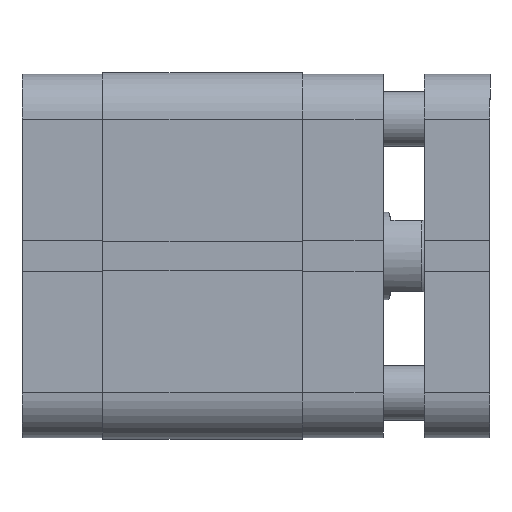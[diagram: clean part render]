
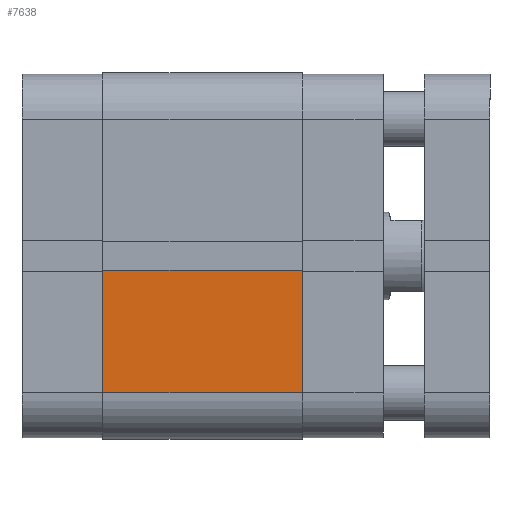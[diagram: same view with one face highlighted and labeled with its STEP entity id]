
A CAD part, front view. The second image highlights one B-rep face of the part: STEP entity #7638.
In plain terms, the highlighted planar face has unit normal (0, -1, 0).
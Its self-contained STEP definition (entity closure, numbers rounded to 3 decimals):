
#948 = FACE_OUTER_BOUND ( 'NONE', #2764, .T. ) ;
#1567 = VERTEX_POINT ( 'NONE', #2004 ) ;
#1568 = VERTEX_POINT ( 'NONE', #2005 ) ;
#1569 = VERTEX_POINT ( 'NONE', #2006 ) ;
#1570 = VERTEX_POINT ( 'NONE', #2007 ) ;
#2004 = CARTESIAN_POINT ( 'NONE',  ( -25., -33.5, 0. ) ) ;
#2005 = CARTESIAN_POINT ( 'NONE',  ( -25., -33.5, 36.5 ) ) ;
#2006 = CARTESIAN_POINT ( 'NONE',  ( -2.6, -33.5, 0. ) ) ;
#2007 = CARTESIAN_POINT ( 'NONE',  ( -2.6, -33.5, 36.5 ) ) ;
#2764 = EDGE_LOOP ( 'NONE', ( #6935, #6908, #6930, #6938 ) ) ;
#4078 = CARTESIAN_POINT ( 'NONE',  ( 0., -33.5, 36.5 ) ) ;
#4081 = PLANE ( 'NONE',  #8356 ) ;
#4083 = DIRECTION ( 'NONE',  ( 0., 1., 0. ) ) ;
#4084 = DIRECTION ( 'NONE',  ( 0., 0., 1. ) ) ;
#5673 = LINE ( 'NONE', #6528, #5674 ) ;
#5674 = VECTOR ( 'NONE', #6529, 1000. ) ;
#5675 = LINE ( 'NONE', #6531, #5676 ) ;
#5676 = VECTOR ( 'NONE', #6532, 1000. ) ;
#5679 = LINE ( 'NONE', #6530, #5683 ) ;
#5681 = LINE ( 'NONE', #6538, #5682 ) ;
#5682 = VECTOR ( 'NONE', #6539, 1000. ) ;
#5683 = VECTOR ( 'NONE', #6541, 1000. ) ;
#6528 = CARTESIAN_POINT ( 'NONE',  ( 0., -33.5, 36.5 ) ) ;
#6529 = DIRECTION ( 'NONE',  ( 1., 0., 0. ) ) ;
#6530 = CARTESIAN_POINT ( 'NONE',  ( 0., -33.5, 0. ) ) ;
#6531 = CARTESIAN_POINT ( 'NONE',  ( -25., -33.5, 36.5 ) ) ;
#6532 = DIRECTION ( 'NONE',  ( 0., 0., -1. ) ) ;
#6538 = CARTESIAN_POINT ( 'NONE',  ( -2.6, -33.5, 36.5 ) ) ;
#6539 = DIRECTION ( 'NONE',  ( 0., 0., -1. ) ) ;
#6541 = DIRECTION ( 'NONE',  ( 1., 0., 0. ) ) ;
#6908 = ORIENTED_EDGE ( 'NONE', *, *, #8151, .F. ) ;
#6930 = ORIENTED_EDGE ( 'NONE', *, *, #8147, .F. ) ;
#6935 = ORIENTED_EDGE ( 'NONE', *, *, #8152, .T. ) ;
#6938 = ORIENTED_EDGE ( 'NONE', *, *, #8148, .T. ) ;
#7638 = ADVANCED_FACE ( 'NONE', ( #948 ), #4081, .F. ) ;
#8147 = EDGE_CURVE ( 'NONE', #1568, #1570, #5673, .T. ) ;
#8148 = EDGE_CURVE ( 'NONE', #1568, #1567, #5675, .T. ) ;
#8151 = EDGE_CURVE ( 'NONE', #1570, #1569, #5681, .T. ) ;
#8152 = EDGE_CURVE ( 'NONE', #1567, #1569, #5679, .T. ) ;
#8356 = AXIS2_PLACEMENT_3D ( 'NONE', #4078, #4083, #4084 ) ;
